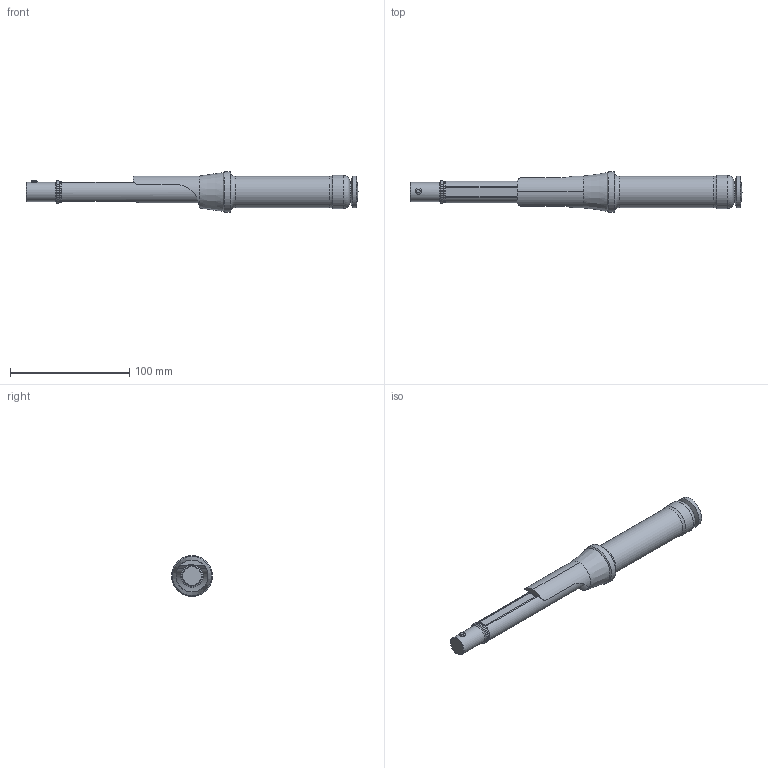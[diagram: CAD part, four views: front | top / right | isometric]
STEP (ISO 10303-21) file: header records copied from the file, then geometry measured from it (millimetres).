
FILE_DESCRIPTION(/* description */ ('Alibre Inc.'),/* implementation_level */ '2;1');
FILE_NAME(/* name */ 'export-B3D6DA04-94E1-4598-A13E-0F270B78B0A9',/* time_stamp */ '2023-01-28T12:47:46+01:00',/* author */ (''),/* organization */ (''),/* preprocessor_version */ 'ST-DEVELOPER v17',/* originating_system */ 'Alibre',/* authorisation */ '');
FILE_SCHEMA (('AUTOMOTIVE_DESIGN'));
Length unit declared in the file: millimetre
Products named in the file (3): 0024000
Bounding box: 278 x 34.25 x 34.25 mm (x, y, z)
Volume: 124624.2 mm3; surface area: 26679 mm2
Topology: 2 solids, 2 shells, 60 faces, 134 edges, 81 vertices
Faces by surface type: cylinder 20, plane 18, torus 12, bspline 6, cone 4
Full cylindrical faces by diameter (mm): 5 x1, 16 x1, 16.565 x1, 18 x3, 19 x1, 26 x1, 26.4 x1, 27.7 x1, 34.25 x1
Entity records: 1801 total; most frequent: CARTESIAN_POINT 394, ORIENTED_EDGE 266, DIRECTION 262, EDGE_CURVE 133, AXIS2_PLACEMENT_3D 126, VERTEX_POINT 81, EDGE_LOOP 64, FACE_BOUND 64
